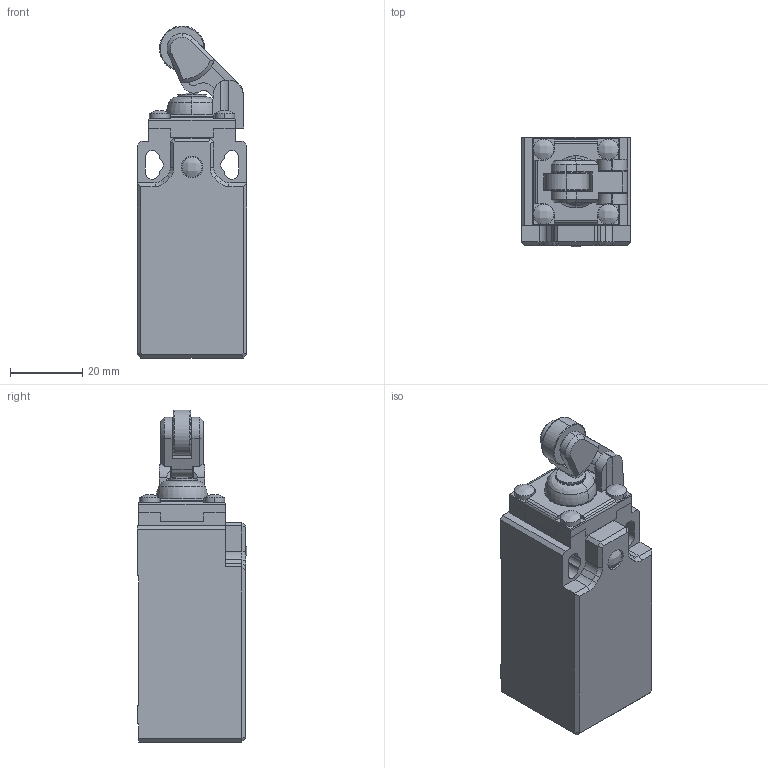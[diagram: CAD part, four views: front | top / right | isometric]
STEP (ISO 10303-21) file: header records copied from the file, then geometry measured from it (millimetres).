
FILE_DESCRIPTION (( 'STEP AP214' ), '1' );
FILE_NAME ('AAP2T35Z11.step', '2017-12-19T20:59:48', ( '' ), ( '' ), 'SwSTEP 2.0', 'SolidWorks 2017', '' );
FILE_SCHEMA (( 'AUTOMOTIVE_DESIGN' ));
Length unit declared in the file: inch
Products named in the file (1): AAP2T35Z11
Bounding box: 30.3 x 30.36 x 91.98 mm (x, y, z)
Volume: 57561.5 mm3; surface area: 15424.7 mm2
Topology: 6 solids, 6 shells, 271 faces, 705 edges, 457 vertices
Faces by surface type: plane 151, cylinder 90, bspline 16, cone 12, torus 2
Entity records: 12236 total; most frequent: CARTESIAN_POINT 1883, DIRECTION 1413, ORIENTED_EDGE 1410, EDGE_CURVE 705, AXIS2_PLACEMENT_3D 482, VERTEX_POINT 457, LINE 449, VECTOR 449
